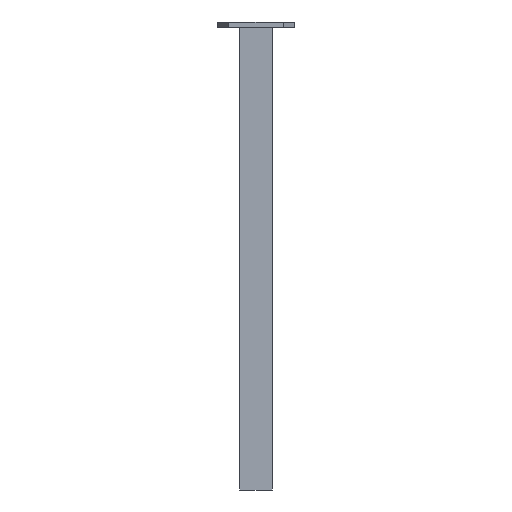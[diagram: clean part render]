
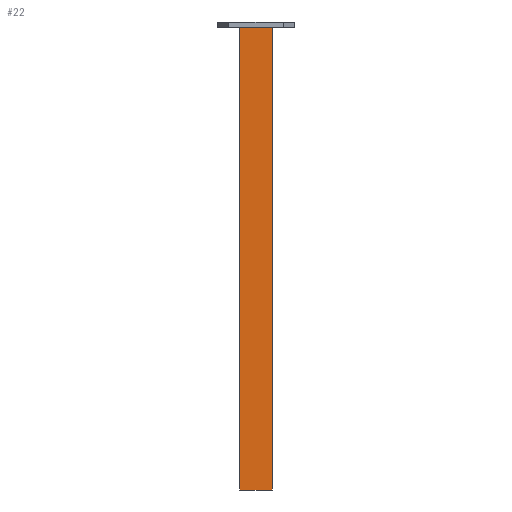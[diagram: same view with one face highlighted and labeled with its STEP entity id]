
A CAD part, front view. The second image highlights one B-rep face of the part: STEP entity #22.
In plain terms, the highlighted planar face has unit normal (0, -1, 0).
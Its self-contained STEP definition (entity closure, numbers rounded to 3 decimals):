
#22 = ADVANCED_FACE ( 'NONE', ( #844 ), #3625, .F. ) ;
#230 = AXIS2_PLACEMENT_3D ( 'NONE', #3564, #3627, #3633 ) ;
#353 = EDGE_CURVE ( 'NONE', #3547, #3317, #1138, .T. ) ;
#360 = EDGE_CURVE ( 'NONE', #3501, #3375, #1150, .T. ) ;
#361 = EDGE_CURVE ( 'NONE', #3547, #3501, #1148, .T. ) ;
#431 = EDGE_CURVE ( 'NONE', #3317, #3375, #1267, .T. ) ;
#716 = EDGE_LOOP ( 'NONE', ( #3331, #3330, #3329, #3328 ) ) ;
#844 = FACE_OUTER_BOUND ( 'NONE', #716, .T. ) ;
#1138 = LINE ( 'NONE', #2080, #1143 ) ;
#1143 = VECTOR ( 'NONE', #2087, 1000. ) ;
#1148 = LINE ( 'NONE', #2089, #1155 ) ;
#1150 = LINE ( 'NONE', #2110, #1153 ) ;
#1153 = VECTOR ( 'NONE', #2112, 1000. ) ;
#1155 = VECTOR ( 'NONE', #2113, 1000. ) ;
#1267 = LINE ( 'NONE', #2261, #1270 ) ;
#1270 = VECTOR ( 'NONE', #2262, 1000. ) ;
#2080 = CARTESIAN_POINT ( 'NONE',  ( 21., -40., 596. ) ) ;
#2087 = DIRECTION ( 'NONE',  ( 1., 0., 0. ) ) ;
#2089 = CARTESIAN_POINT ( 'NONE',  ( -21., -40., 596. ) ) ;
#2110 = CARTESIAN_POINT ( 'NONE',  ( 21., -40., 0. ) ) ;
#2112 = DIRECTION ( 'NONE',  ( 1., 0., 0. ) ) ;
#2113 = DIRECTION ( 'NONE',  ( 0., 0., -1. ) ) ;
#2261 = CARTESIAN_POINT ( 'NONE',  ( 21., -40., 596. ) ) ;
#2262 = DIRECTION ( 'NONE',  ( 0., 0., -1. ) ) ;
#2649 = CARTESIAN_POINT ( 'NONE',  ( 21., -40., 596. ) ) ;
#2652 = CARTESIAN_POINT ( 'NONE',  ( 21., -40., 0. ) ) ;
#2700 = CARTESIAN_POINT ( 'NONE',  ( -21., -40., 0. ) ) ;
#2744 = CARTESIAN_POINT ( 'NONE',  ( -21., -40., 596. ) ) ;
#3317 = VERTEX_POINT ( 'NONE', #2649 ) ;
#3328 = ORIENTED_EDGE ( 'NONE', *, *, #361, .T. ) ;
#3329 = ORIENTED_EDGE ( 'NONE', *, *, #353, .F. ) ;
#3330 = ORIENTED_EDGE ( 'NONE', *, *, #431, .F. ) ;
#3331 = ORIENTED_EDGE ( 'NONE', *, *, #360, .T. ) ;
#3375 = VERTEX_POINT ( 'NONE', #2652 ) ;
#3501 = VERTEX_POINT ( 'NONE', #2700 ) ;
#3547 = VERTEX_POINT ( 'NONE', #2744 ) ;
#3564 = CARTESIAN_POINT ( 'NONE',  ( 21., -40., 596. ) ) ;
#3625 = PLANE ( 'NONE',  #230 ) ;
#3627 = DIRECTION ( 'NONE',  ( 0., 1., 0. ) ) ;
#3633 = DIRECTION ( 'NONE',  ( -1., 0., 0. ) ) ;
